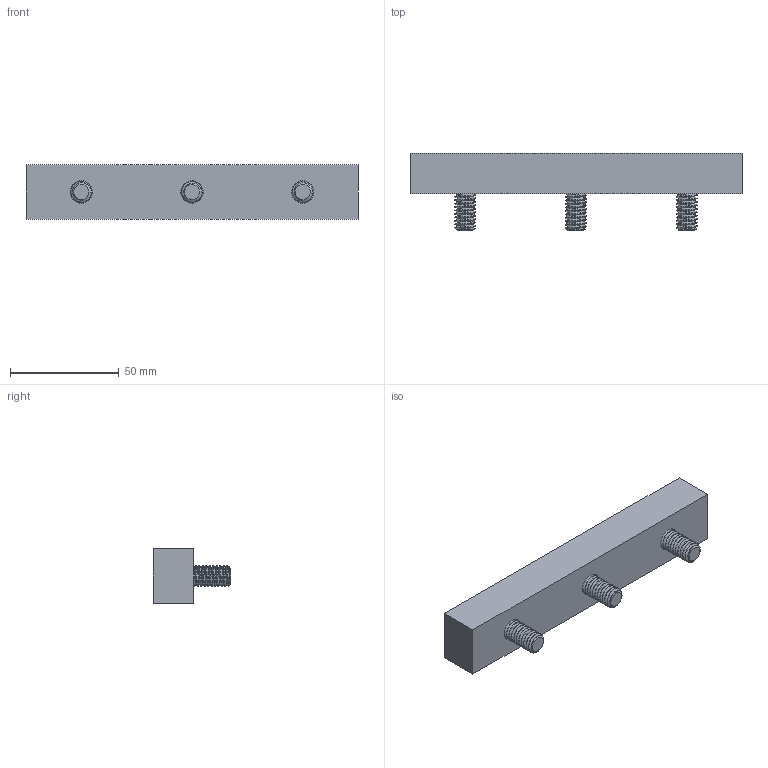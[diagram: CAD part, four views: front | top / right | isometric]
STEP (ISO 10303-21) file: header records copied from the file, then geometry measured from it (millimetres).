
FILE_DESCRIPTION (( 'STEP AP214' ), '1' );
FILE_NAME ('33280.STEP', '2017-11-10T19:38:06', ( 'Mike W' ), ( '' ), 'SwSTEP 2.0', 'SolidWorks 2017', '' );
FILE_SCHEMA (( 'AUTOMOTIVE_DESIGN' ));
Length unit declared in the file: inch
Products named in the file (3): 332801_332801; 33280; 38161 SHCS_38161 SHCS
Assembly tree (4 placements, depth 2):
  33280
    332801_332801
    38161 SHCS_38161 SHCS  x3
Bounding box: 152.4 x 35.4 x 24.89 mm (x, y, z)
Volume: 70687 mm3; surface area: 22006.9 mm2
Topology: 4 solids, 4 shells, 297 faces, 792 edges, 512 vertices
Faces by surface type: cylinder 213, plane 39, cone 39, bspline 6
Entity records: 5264 total; most frequent: CARTESIAN_POINT 2717, ORIENTED_EDGE 592, DIRECTION 434, EDGE_CURVE 296, VERTEX_POINT 192, AXIS2_PLACEMENT_3D 163, EDGE_LOOP 124, ADVANCED_FACE 113
